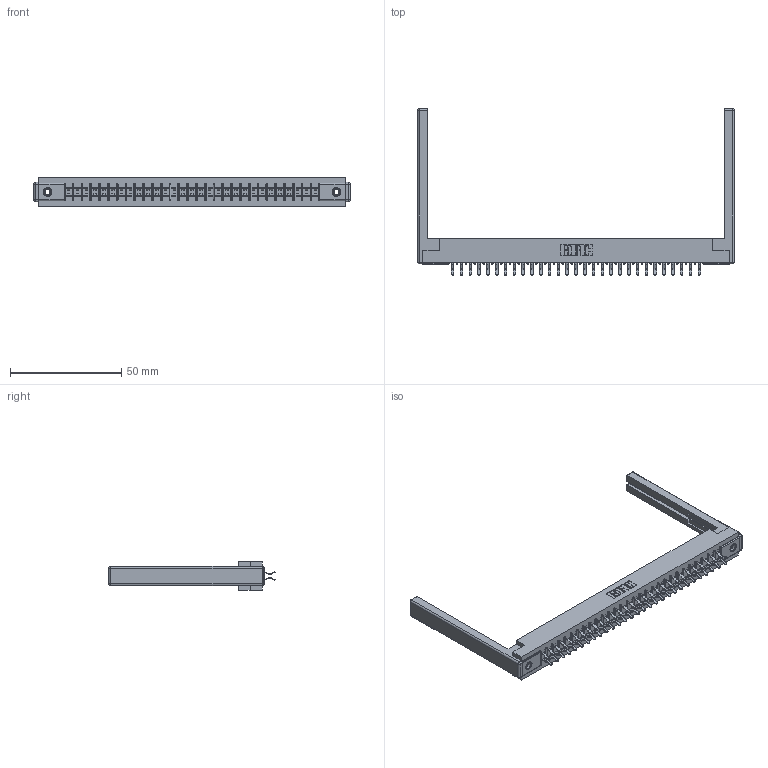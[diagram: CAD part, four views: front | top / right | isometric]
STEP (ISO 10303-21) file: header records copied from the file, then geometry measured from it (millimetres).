
FILE_DESCRIPTION (( 'STEP AP203' ), '1' );
FILE_NAME ('305-058-556-568.STEP', '2019-09-10T00:49:49', ( '' ), ( '' ), 'SwSTEP 2.0', 'SolidWorks 2016', '' );
FILE_SCHEMA (( 'CONFIG_CONTROL_DESIGN' ));
Length unit declared in the file: inch
Products named in the file (5): 305 Part_.156 Dia; 305-058-556-568; 307-220-068; 345-250-001_345-250-001-102; 305-290-001_556
Assembly tree (63 placements, depth 2):
  305-058-556-568
    305 Part_.156 Dia
    305-290-001_556  x58
    345-250-001_345-250-001-102  x2
    307-220-068  x2
Bounding box: 142.34 x 74.93 x 12.7 mm (x, y, z)
Volume: 18750.3 mm3; surface area: 22606.8 mm2
Topology: 63 solids, 63 shells, 3518 faces, 10073 edges, 6538 vertices
Faces by surface type: plane 1954, cylinder 1424, sphere 124, cone 12, torus 4
Entity records: 35963 total; most frequent: CARTESIAN_POINT 5926, ORIENTED_EDGE 5872, DIRECTION 5766, EDGE_CURVE 2936, LINE 2346, VECTOR 2346, VERTEX_POINT 1870, AXIS2_PLACEMENT_3D 1710
